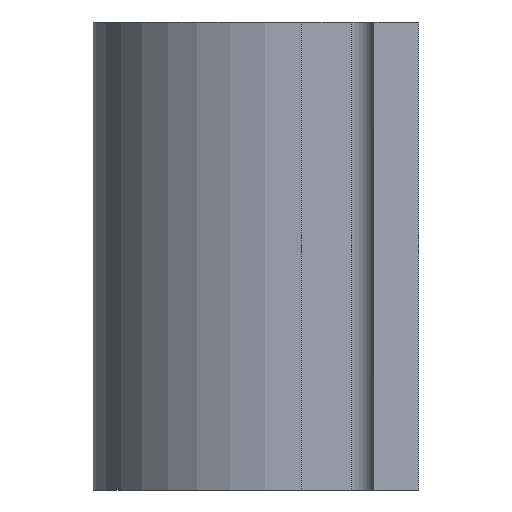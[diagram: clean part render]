
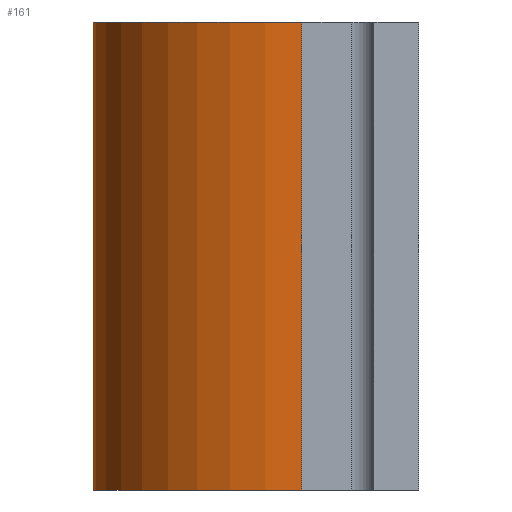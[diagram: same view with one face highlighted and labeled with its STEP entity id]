
A CAD part, left-side view. The second image highlights one B-rep face of the part: STEP entity #161.
In plain terms, the highlighted cylindrical face has radius 7.074 mm (diameter 14.148 mm), a partial arc.
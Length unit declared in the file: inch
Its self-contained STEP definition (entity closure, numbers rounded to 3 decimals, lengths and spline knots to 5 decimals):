
#2 = CARTESIAN_POINT ( 'NONE',  ( 0.7835, 0.1565, 0.3125 ) ) ;
#9 = EDGE_CURVE ( 'NONE', #220, #481, #50, .T. ) ;
#12 = CYLINDRICAL_SURFACE ( 'NONE', #96, 0.2785 ) ;
#13 = VECTOR ( 'NONE', #87, 39.37008 ) ;
#35 = DIRECTION ( 'NONE',  ( 0., 0., -1. ) ) ;
#40 = AXIS2_PLACEMENT_3D ( 'NONE', #208, #35, #550 ) ;
#43 = EDGE_CURVE ( 'NONE', #375, #307, #506, .T. ) ;
#50 = LINE ( 'NONE', #2, #13 ) ;
#87 = DIRECTION ( 'NONE',  ( 0., 0., -1. ) ) ;
#96 = AXIS2_PLACEMENT_3D ( 'NONE', #295, #386, #252 ) ;
#104 = CIRCLE ( 'NONE', #211, 0.2785 ) ;
#112 = VECTOR ( 'NONE', #286, 39.37008 ) ;
#117 = CARTESIAN_POINT ( 'NONE',  ( 0.7835, 0.1565, -0.3125 ) ) ;
#161 = ADVANCED_FACE ( 'NONE', ( #479 ), #12, .T. ) ;
#187 = ORIENTED_EDGE ( 'NONE', *, *, #264, .T. ) ;
#188 = DIRECTION ( 'NONE',  ( 0., 0., -1. ) ) ;
#208 = CARTESIAN_POINT ( 'NONE',  ( 1.062, 0.1565, 0.3125 ) ) ;
#211 = AXIS2_PLACEMENT_3D ( 'NONE', #241, #188, #304 ) ;
#218 = CIRCLE ( 'NONE', #40, 0.2785 ) ;
#220 = VERTEX_POINT ( 'NONE', #512 ) ;
#229 = CARTESIAN_POINT ( 'NONE',  ( 1.3405, 0.1565, 0.3125 ) ) ;
#241 = CARTESIAN_POINT ( 'NONE',  ( 1.062, 0.1565, -0.3125 ) ) ;
#252 = DIRECTION ( 'NONE',  ( -1., 0., 0. ) ) ;
#254 = EDGE_CURVE ( 'NONE', #481, #307, #104, .T. ) ;
#264 = EDGE_CURVE ( 'NONE', #220, #375, #218, .T. ) ;
#278 = EDGE_LOOP ( 'NONE', ( #409, #520, #187, #326 ) ) ;
#286 = DIRECTION ( 'NONE',  ( 0., 0., -1. ) ) ;
#295 = CARTESIAN_POINT ( 'NONE',  ( 1.062, 0.1565, 0.3125 ) ) ;
#304 = DIRECTION ( 'NONE',  ( 1., 0., 0. ) ) ;
#307 = VERTEX_POINT ( 'NONE', #429 ) ;
#326 = ORIENTED_EDGE ( 'NONE', *, *, #43, .T. ) ;
#375 = VERTEX_POINT ( 'NONE', #229 ) ;
#386 = DIRECTION ( 'NONE',  ( 0., 0., -1. ) ) ;
#409 = ORIENTED_EDGE ( 'NONE', *, *, #254, .F. ) ;
#429 = CARTESIAN_POINT ( 'NONE',  ( 1.3405, 0.1565, -0.3125 ) ) ;
#479 = FACE_OUTER_BOUND ( 'NONE', #278, .T. ) ;
#481 = VERTEX_POINT ( 'NONE', #117 ) ;
#506 = LINE ( 'NONE', #538, #112 ) ;
#512 = CARTESIAN_POINT ( 'NONE',  ( 0.7835, 0.1565, 0.3125 ) ) ;
#520 = ORIENTED_EDGE ( 'NONE', *, *, #9, .F. ) ;
#538 = CARTESIAN_POINT ( 'NONE',  ( 1.3405, 0.1565, 0.3125 ) ) ;
#550 = DIRECTION ( 'NONE',  ( 1., 0., 0. ) ) ;
